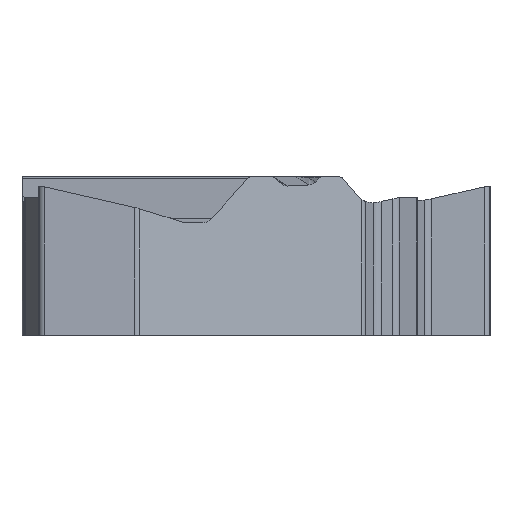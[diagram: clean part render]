
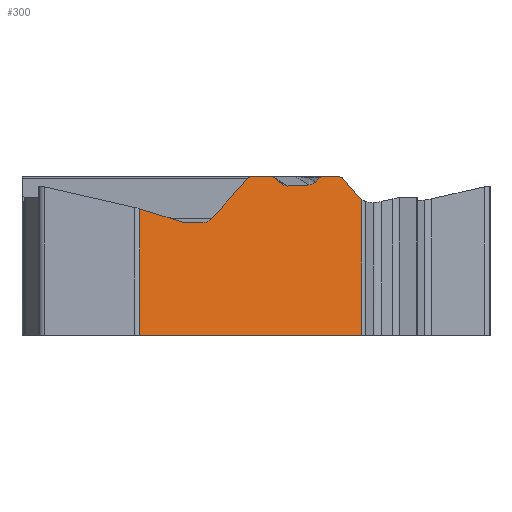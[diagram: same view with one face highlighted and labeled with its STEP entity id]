
A CAD part, front view. The second image highlights one B-rep face of the part: STEP entity #300.
In plain terms, the highlighted planar face has unit normal (0.5, -0.866, 0).
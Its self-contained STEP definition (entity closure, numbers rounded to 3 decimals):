
#138=FACE_OUTER_BOUND('',#476,.T.);
#227=ELLIPSE('',#2259,0.401,0.33);
#228=ELLIPSE('',#2260,0.17,0.15);
#229=ELLIPSE('',#2261,0.15,0.15);
#230=ELLIPSE('',#2262,0.167,0.15);
#231=ELLIPSE('',#2263,0.177,0.15);
#232=ELLIPSE('',#2264,0.389,0.33);
#300=ADVANCED_FACE('',(#138),#385,.F.);
#385=PLANE('',#2266);
#476=EDGE_LOOP('',(#1217,#1218,#1219,#1220,#1221,#1222,#1223,#1224,#1225,
#1226,#1227,#1228,#1229,#1230,#1231,#1232,#1233,#1234,#1235,#1236,#1237));
#560=LINE('',#3524,#746);
#638=LINE('',#3938,#826);
#642=LINE('',#3995,#830);
#647=LINE('',#4160,#836);
#648=LINE('',#4162,#837);
#649=LINE('',#4166,#838);
#650=LINE('',#4171,#839);
#651=LINE('',#4187,#840);
#652=LINE('',#4203,#841);
#653=LINE('',#4208,#842);
#654=LINE('',#4212,#843);
#655=LINE('',#4216,#844);
#746=VECTOR('',#2419,1.);
#826=VECTOR('',#2655,1.);
#830=VECTOR('',#2659,1.);
#836=VECTOR('',#2681,1.);
#837=VECTOR('',#2682,1.);
#838=VECTOR('',#2685,1.);
#839=VECTOR('',#2690,1.);
#840=VECTOR('',#2691,1.);
#841=VECTOR('',#2692,1.);
#842=VECTOR('',#2697,1.);
#843=VECTOR('',#2700,1.);
#844=VECTOR('',#2703,1.);
#1217=ORIENTED_EDGE('',*,*,#1922,.T.);
#1218=ORIENTED_EDGE('',*,*,#1776,.T.);
#1219=ORIENTED_EDGE('',*,*,#1923,.T.);
#1220=ORIENTED_EDGE('',*,*,#1924,.T.);
#1221=ORIENTED_EDGE('',*,*,#1925,.F.);
#1222=ORIENTED_EDGE('',*,*,#1926,.F.);
#1223=ORIENTED_EDGE('',*,*,#1910,.F.);
#1224=ORIENTED_EDGE('',*,*,#1927,.F.);
#1225=ORIENTED_EDGE('',*,*,#1928,.F.);
#1226=ORIENTED_EDGE('',*,*,#1929,.F.);
#1227=ORIENTED_EDGE('',*,*,#1930,.F.);
#1228=ORIENTED_EDGE('',*,*,#1931,.F.);
#1229=ORIENTED_EDGE('',*,*,#1932,.F.);
#1230=ORIENTED_EDGE('',*,*,#1933,.F.);
#1231=ORIENTED_EDGE('',*,*,#1904,.F.);
#1232=ORIENTED_EDGE('',*,*,#1934,.F.);
#1233=ORIENTED_EDGE('',*,*,#1935,.F.);
#1234=ORIENTED_EDGE('',*,*,#1936,.T.);
#1235=ORIENTED_EDGE('',*,*,#1937,.T.);
#1236=ORIENTED_EDGE('',*,*,#1938,.T.);
#1237=ORIENTED_EDGE('',*,*,#1939,.F.);
#1573=VERTEX_POINT('',#3523);
#1574=VERTEX_POINT('',#3525);
#1665=VERTEX_POINT('',#3937);
#1666=VERTEX_POINT('',#3939);
#1671=VERTEX_POINT('',#3994);
#1672=VERTEX_POINT('',#3996);
#1677=VERTEX_POINT('',#4161);
#1678=VERTEX_POINT('',#4163);
#1679=VERTEX_POINT('',#4165);
#1680=VERTEX_POINT('',#4167);
#1681=VERTEX_POINT('',#4170);
#1682=VERTEX_POINT('',#4172);
#1683=VERTEX_POINT('',#4186);
#1684=VERTEX_POINT('',#4188);
#1685=VERTEX_POINT('',#4202);
#1686=VERTEX_POINT('',#4204);
#1687=VERTEX_POINT('',#4207);
#1688=VERTEX_POINT('',#4209);
#1689=VERTEX_POINT('',#4211);
#1690=VERTEX_POINT('',#4213);
#1691=VERTEX_POINT('',#4215);
#1776=EDGE_CURVE('',#1574,#1573,#560,.T.);
#1904=EDGE_CURVE('',#1665,#1666,#638,.T.);
#1910=EDGE_CURVE('',#1671,#1672,#642,.T.);
#1922=EDGE_CURVE('',#1677,#1574,#647,.T.);
#1923=EDGE_CURVE('',#1573,#1678,#648,.T.);
#1924=EDGE_CURVE('',#1678,#1679,#227,.T.);
#1925=EDGE_CURVE('',#1680,#1679,#649,.T.);
#1926=EDGE_CURVE('',#1672,#1680,#228,.T.);
#1927=EDGE_CURVE('',#1681,#1671,#229,.T.);
#1928=EDGE_CURVE('',#1682,#1681,#650,.T.);
#1929=EDGE_CURVE('',#1683,#1682,#2123,.T.);
#1930=EDGE_CURVE('',#1684,#1683,#651,.T.);
#1931=EDGE_CURVE('',#1685,#1684,#2124,.T.);
#1932=EDGE_CURVE('',#1686,#1685,#652,.T.);
#1933=EDGE_CURVE('',#1666,#1686,#230,.T.);
#1934=EDGE_CURVE('',#1687,#1665,#231,.T.);
#1935=EDGE_CURVE('',#1688,#1687,#653,.T.);
#1936=EDGE_CURVE('',#1688,#1689,#232,.T.);
#1937=EDGE_CURVE('',#1689,#1690,#654,.T.);
#1938=EDGE_CURVE('',#1690,#1691,#2090,.T.);
#1939=EDGE_CURVE('',#1677,#1691,#655,.T.);
#2090=CIRCLE('',#2265,0.15);
#2123=B_SPLINE_CURVE_WITH_KNOTS('',3,(#4173,#4174,#4175,#4176,#4177,#4178,
#4179,#4180,#4181,#4182,#4183,#4184,#4185),.UNSPECIFIED.,.F.,.F.,(4,3,3,
3,4),(0.,0.249,0.498,0.746,1.),
 .UNSPECIFIED.);
#2124=B_SPLINE_CURVE_WITH_KNOTS('',3,(#4189,#4190,#4191,#4192,#4193,#4194,
#4195,#4196,#4197,#4198,#4199,#4200,#4201),.UNSPECIFIED.,.F.,.F.,(4,3,3,
3,4),(0.,0.234,0.468,0.701,1.),
 .UNSPECIFIED.);
#2259=AXIS2_PLACEMENT_3D('',#4164,#2683,#2684);
#2260=AXIS2_PLACEMENT_3D('',#4168,#2686,#2687);
#2261=AXIS2_PLACEMENT_3D('',#4169,#2688,#2689);
#2262=AXIS2_PLACEMENT_3D('',#4205,#2693,#2694);
#2263=AXIS2_PLACEMENT_3D('',#4206,#2695,#2696);
#2264=AXIS2_PLACEMENT_3D('',#4210,#2698,#2699);
#2265=AXIS2_PLACEMENT_3D('',#4214,#2701,#2702);
#2266=AXIS2_PLACEMENT_3D('',#4217,#2704,#2705);
#2419=DIRECTION('',(0.866,0.5,0.));
#2655=DIRECTION('',(0.866,0.5,0.));
#2659=DIRECTION('',(0.866,0.5,0.));
#2681=DIRECTION('',(0.,0.,-1.));
#2682=DIRECTION('',(0.,0.,1.));
#2683=DIRECTION('',(-0.5,0.866,0.));
#2684=DIRECTION('',(-0.847,-0.489,0.206));
#2685=DIRECTION('',(0.611,0.353,-0.709));
#2686=DIRECTION('',(-0.5,0.866,0.));
#2687=DIRECTION('',(-0.866,-0.5,0.));
#2688=DIRECTION('',(-0.5,0.866,0.));
#2689=DIRECTION('',(0.866,0.5,0.));
#2690=DIRECTION('',(0.658,0.38,0.651));
#2691=DIRECTION('',(0.865,0.5,0.043));
#2692=DIRECTION('',(0.686,0.396,-0.611));
#2693=DIRECTION('',(-0.5,0.866,0.));
#2694=DIRECTION('',(-0.866,-0.5,0.));
#2695=DIRECTION('',(-0.5,0.866,0.));
#2696=DIRECTION('',(-0.866,-0.5,0.));
#2697=DIRECTION('',(0.623,0.36,0.695));
#2698=DIRECTION('',(-0.5,0.866,0.));
#2699=DIRECTION('',(0.866,0.5,0.));
#2700=DIRECTION('',(-0.866,-0.5,0.));
#2701=DIRECTION('',(-0.5,0.866,0.));
#2702=DIRECTION('',(0.,0.,-1.));
#2703=DIRECTION('',(0.837,0.483,-0.259));
#2704=DIRECTION('',(-0.5,0.866,0.));
#2705=DIRECTION('',(0.,0.,-1.));
#3523=CARTESIAN_POINT('',(4.272,-3.033,-3.97));
#3524=CARTESIAN_POINT('',(-0.367,-5.711,-3.97));
#3525=CARTESIAN_POINT('',(-1.636,-6.444,-3.97));
#3937=CARTESIAN_POINT('',(1.351,-4.719,0.25));
#3938=CARTESIAN_POINT('',(5.129,-2.538,0.25));
#3939=CARTESIAN_POINT('',(1.861,-4.425,0.25));
#3994=CARTESIAN_POINT('',(3.222,-3.639,0.25));
#3995=CARTESIAN_POINT('',(-0.367,-5.711,0.25));
#3996=CARTESIAN_POINT('',(3.653,-3.39,0.25));
#4160=CARTESIAN_POINT('',(-1.636,-6.444,-5.47));
#4161=CARTESIAN_POINT('',(-1.636,-6.444,-0.606));
#4162=CARTESIAN_POINT('',(4.272,-3.033,3.25));
#4163=CARTESIAN_POINT('',(4.272,-3.033,-0.363));
#4164=CARTESIAN_POINT('',(4.438,-2.937,-0.084));
#4165=CARTESIAN_POINT('',(4.18,-3.086,-0.285));
#4166=CARTESIAN_POINT('',(1.795,-4.463,2.483));
#4167=CARTESIAN_POINT('',(3.763,-3.327,0.199));
#4168=CARTESIAN_POINT('',(3.653,-3.39,0.1));
#4169=CARTESIAN_POINT('',(3.222,-3.639,0.1));
#4170=CARTESIAN_POINT('',(3.137,-3.688,0.214));
#4171=CARTESIAN_POINT('',(1.025,-4.907,-1.876));
#4172=CARTESIAN_POINT('',(3.029,-3.75,0.107));
#4173=CARTESIAN_POINT('',(2.857,-3.85,0.028));
#4174=CARTESIAN_POINT('',(2.873,-3.841,0.029));
#4175=CARTESIAN_POINT('',(2.888,-3.832,0.032));
#4176=CARTESIAN_POINT('',(2.904,-3.823,0.035));
#4177=CARTESIAN_POINT('',(2.919,-3.814,0.039));
#4178=CARTESIAN_POINT('',(2.934,-3.805,0.044));
#4179=CARTESIAN_POINT('',(2.949,-3.797,0.051));
#4180=CARTESIAN_POINT('',(2.963,-3.789,0.058));
#4181=CARTESIAN_POINT('',(2.977,-3.78,0.066));
#4182=CARTESIAN_POINT('',(2.99,-3.773,0.075));
#4183=CARTESIAN_POINT('',(3.004,-3.765,0.084));
#4184=CARTESIAN_POINT('',(3.017,-3.757,0.095));
#4185=CARTESIAN_POINT('',(3.029,-3.75,0.107));
#4186=CARTESIAN_POINT('',(2.857,-3.85,0.028));
#4187=CARTESIAN_POINT('',(-0.362,-5.708,-0.13));
#4188=CARTESIAN_POINT('',(2.296,-4.173,0.001));
#4189=CARTESIAN_POINT('',(2.124,-4.273,0.063));
#4190=CARTESIAN_POINT('',(2.136,-4.266,0.052));
#4191=CARTESIAN_POINT('',(2.148,-4.259,0.043));
#4192=CARTESIAN_POINT('',(2.161,-4.252,0.036));
#4193=CARTESIAN_POINT('',(2.173,-4.245,0.028));
#4194=CARTESIAN_POINT('',(2.186,-4.237,0.021));
#4195=CARTESIAN_POINT('',(2.2,-4.229,0.016));
#4196=CARTESIAN_POINT('',(2.214,-4.221,0.011));
#4197=CARTESIAN_POINT('',(2.228,-4.213,0.007));
#4198=CARTESIAN_POINT('',(2.242,-4.205,0.004));
#4199=CARTESIAN_POINT('',(2.26,-4.195,0.001));
#4200=CARTESIAN_POINT('',(2.278,-4.184,0.));
#4201=CARTESIAN_POINT('',(2.296,-4.173,0.001));
#4202=CARTESIAN_POINT('',(2.124,-4.273,0.063));
#4203=CARTESIAN_POINT('',(4.034,-3.17,-1.639));
#4204=CARTESIAN_POINT('',(1.954,-4.371,0.214));
#4205=CARTESIAN_POINT('',(1.861,-4.425,0.1));
#4206=CARTESIAN_POINT('',(1.351,-4.719,0.1));
#4207=CARTESIAN_POINT('',(1.236,-4.785,0.199));
#4208=CARTESIAN_POINT('',(3.165,-3.672,2.349));
#4209=CARTESIAN_POINT('',(0.288,-5.333,-0.858));
#4210=CARTESIAN_POINT('',(0.035,-5.479,-0.64));
#4211=CARTESIAN_POINT('',(0.035,-5.479,-0.97));
#4212=CARTESIAN_POINT('',(5.129,-2.538,-0.97));
#4213=CARTESIAN_POINT('',(-0.442,-5.755,-0.97));
#4214=CARTESIAN_POINT('',(-0.442,-5.755,-0.82));
#4215=CARTESIAN_POINT('',(-0.476,-5.774,-0.965));
#4216=CARTESIAN_POINT('',(4.545,-2.875,-2.518));
#4217=CARTESIAN_POINT('',(-0.367,-5.711,0.));
